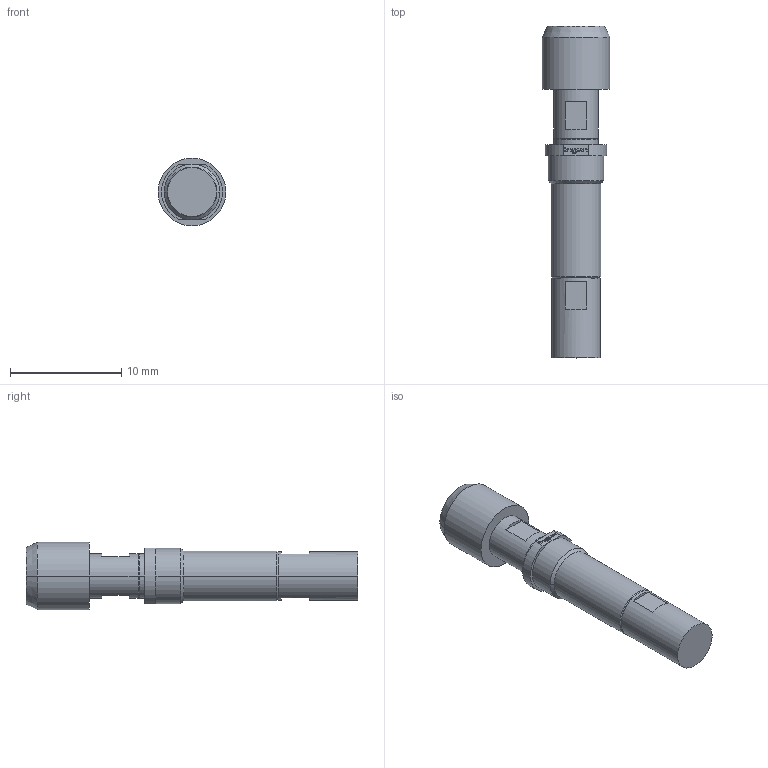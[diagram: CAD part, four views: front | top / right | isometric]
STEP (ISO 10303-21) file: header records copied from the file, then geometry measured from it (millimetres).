
FILE_DESCRIPTION (( 'STEP AP203' ), '1' );
FILE_NAME ('INGUN_HFS-4x0_303_150_A_xx42_RF3_M.STEP', '2022-04-26T12:27:00', ( 'ochi' ), ( '' ), 'SwSTEP 2.0', 'SolidWorks 2018', '' );
FILE_SCHEMA (( 'CONFIG_CONTROL_DESIGN' ));
Length unit declared in the file: millimetre
Products named in the file (1): INGUN_HFS-4x0_303_150_A_xx42_RF3_M
Bounding box: 6.1 x 29.9 x 6.1 mm (x, y, z)
Volume: 481.2 mm3; surface area: 636.3 mm2
Topology: 1 solids, 1 shells, 142 faces, 413 edges, 291 vertices
Faces by surface type: plane 67, cylinder 34, bspline 25, cone 14, torus 2
Entity records: 15647 total; most frequent: CARTESIAN_POINT 11929, ORIENTED_EDGE 822, DIRECTION 571, EDGE_CURVE 411, VERTEX_POINT 291, EDGE_LOOP 242, AXIS2_PLACEMENT_3D 208, B_SPLINE_CURVE_WITH_KNOTS 166
